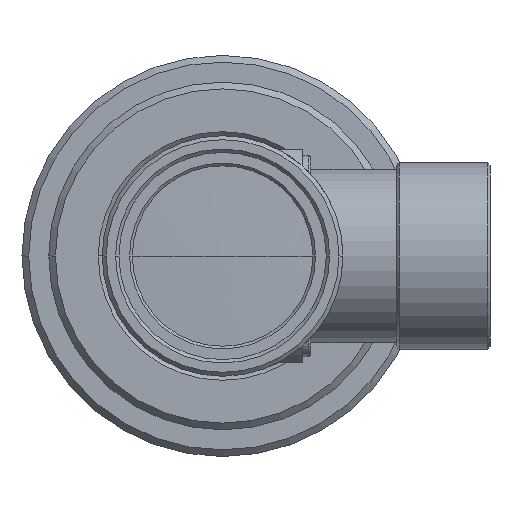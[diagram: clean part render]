
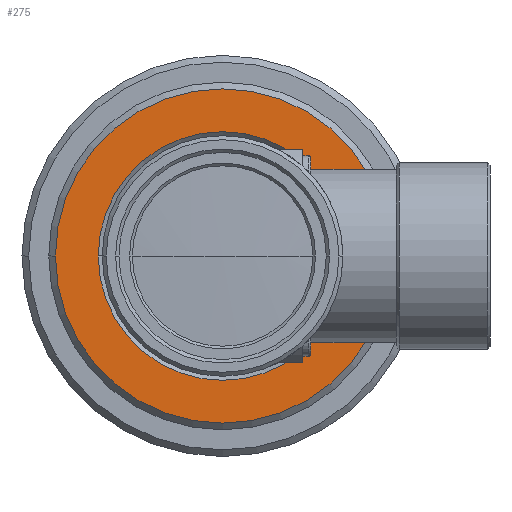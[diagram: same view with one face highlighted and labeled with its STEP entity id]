
A CAD part, left-side view. The second image highlights one B-rep face of the part: STEP entity #275.
In plain terms, the highlighted planar face has unit normal (-1, 0, 0).
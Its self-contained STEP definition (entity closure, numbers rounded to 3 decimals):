
#231 = EDGE_CURVE ( 'NONE', #3249, #4915, #3948, .T. ) ;
#275 = ADVANCED_FACE ( 'NONE', ( #3471, #1560 ), #2098, .T. ) ;
#442 = ORIENTED_EDGE ( 'NONE', *, *, #746, .T. ) ;
#498 = EDGE_LOOP ( 'NONE', ( #442, #1572 ) ) ;
#609 = DIRECTION ( 'NONE',  ( 0., -1., 0. ) ) ;
#620 = CARTESIAN_POINT ( 'NONE',  ( -12., -9.3, 0. ) ) ;
#746 = EDGE_CURVE ( 'NONE', #1826, #1822, #4647, .T. ) ;
#1133 = CARTESIAN_POINT ( 'NONE',  ( -12., -12.5, 0. ) ) ;
#1214 = DIRECTION ( 'NONE',  ( -1., 0., 0. ) ) ;
#1298 = CIRCLE ( 'NONE', #3589, 9.3 ) ;
#1326 = AXIS2_PLACEMENT_3D ( 'NONE', #2172, #3718, #609 ) ;
#1365 = CARTESIAN_POINT ( 'NONE',  ( -12., 0., 0. ) ) ;
#1476 = CARTESIAN_POINT ( 'NONE',  ( -12., 0., 0. ) ) ;
#1559 = AXIS2_PLACEMENT_3D ( 'NONE', #2890, #2502, #4440 ) ;
#1560 = FACE_BOUND ( 'NONE', #4068, .T. ) ;
#1572 = ORIENTED_EDGE ( 'NONE', *, *, #2454, .T. ) ;
#1667 = AXIS2_PLACEMENT_3D ( 'NONE', #1365, #4394, #3958 ) ;
#1682 = CARTESIAN_POINT ( 'NONE',  ( -12., 12.5, 0. ) ) ;
#1772 = CIRCLE ( 'NONE', #1326, 12.5 ) ;
#1822 = VERTEX_POINT ( 'NONE', #1133 ) ;
#1826 = VERTEX_POINT ( 'NONE', #1682 ) ;
#1851 = ORIENTED_EDGE ( 'NONE', *, *, #231, .F. ) ;
#2098 = PLANE ( 'NONE',  #1559 ) ;
#2172 = CARTESIAN_POINT ( 'NONE',  ( -12., 0., 0. ) ) ;
#2418 = CARTESIAN_POINT ( 'NONE',  ( -12., 9.3, 0. ) ) ;
#2454 = EDGE_CURVE ( 'NONE', #1822, #1826, #1772, .T. ) ;
#2502 = DIRECTION ( 'NONE',  ( -1., 0., 0. ) ) ;
#2890 = CARTESIAN_POINT ( 'NONE',  ( -12., 0., 0. ) ) ;
#3249 = VERTEX_POINT ( 'NONE', #2418 ) ;
#3355 = DIRECTION ( 'NONE',  ( 0., -1., 0. ) ) ;
#3442 = AXIS2_PLACEMENT_3D ( 'NONE', #1476, #3759, #3355 ) ;
#3471 = FACE_OUTER_BOUND ( 'NONE', #498, .T. ) ;
#3488 = CARTESIAN_POINT ( 'NONE',  ( -12., 0., 0. ) ) ;
#3589 = AXIS2_PLACEMENT_3D ( 'NONE', #3488, #1214, #3883 ) ;
#3718 = DIRECTION ( 'NONE',  ( -1., 0., 0. ) ) ;
#3759 = DIRECTION ( 'NONE',  ( -1., 0., 0. ) ) ;
#3883 = DIRECTION ( 'NONE',  ( 0., -1., 0. ) ) ;
#3948 = CIRCLE ( 'NONE', #3442, 9.3 ) ;
#3958 = DIRECTION ( 'NONE',  ( 0., -1., 0. ) ) ;
#4060 = EDGE_CURVE ( 'NONE', #4915, #3249, #1298, .T. ) ;
#4068 = EDGE_LOOP ( 'NONE', ( #4918, #1851 ) ) ;
#4394 = DIRECTION ( 'NONE',  ( -1., 0., 0. ) ) ;
#4440 = DIRECTION ( 'NONE',  ( 0., -1., 0. ) ) ;
#4647 = CIRCLE ( 'NONE', #1667, 12.5 ) ;
#4915 = VERTEX_POINT ( 'NONE', #620 ) ;
#4918 = ORIENTED_EDGE ( 'NONE', *, *, #4060, .F. ) ;
